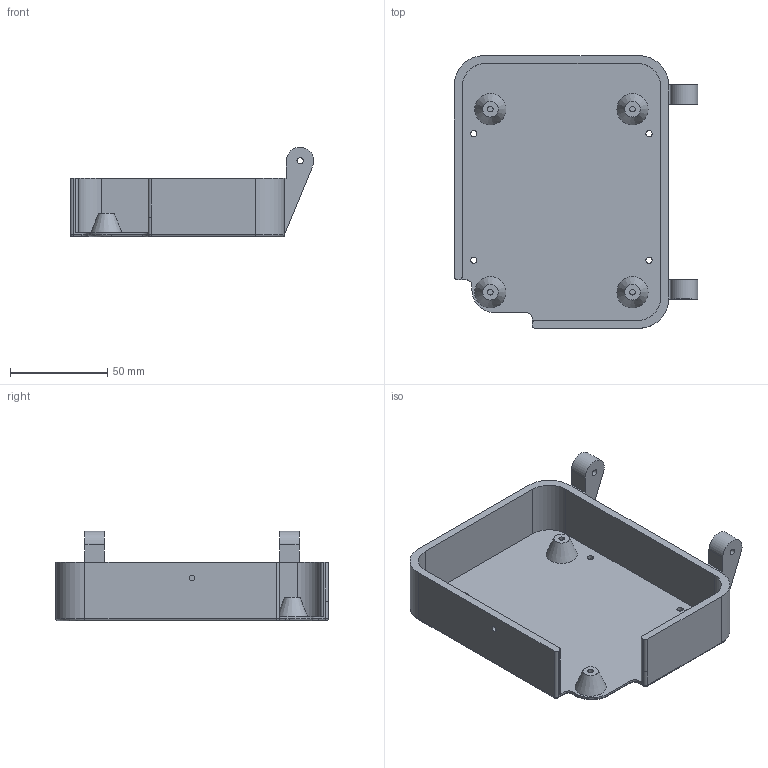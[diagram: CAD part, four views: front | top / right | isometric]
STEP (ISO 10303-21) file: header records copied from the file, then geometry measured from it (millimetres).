
FILE_DESCRIPTION(('FreeCAD Model'),'2;1');
FILE_NAME('Open CASCADE Shape Model','2022-01-15T16:49:52',('Author'),( ''),'Open CASCADE STEP processor 7.5','FreeCAD','Unknown');
FILE_SCHEMA(('AUTOMOTIVE_DESIGN { 1 0 10303 214 1 1 1 1 }'));
Length unit declared in the file: millimetre
Products named in the file (1): Fusion007
Bounding box: 124.99 x 140 x 45.99 mm (x, y, z)
Volume: 86728.1 mm3; surface area: 57026.8 mm2
Topology: 1 solids, 1 shells, 80 faces, 188 edges, 118 vertices
Faces by surface type: cylinder 35, plane 33, torus 6, cone 4, revolution 2
Full cylindrical faces by diameter (mm): 2.8 x5, 3.2 x6
Entity records: 5219 total; most frequent: CARTESIAN_POINT 949, DIRECTION 738, ORIENTED_EDGE 376, PCURVE 376, DEFINITIONAL_REPRESENTATION 376, LINE 367, VECTOR 367, EDGE_CURVE 188
